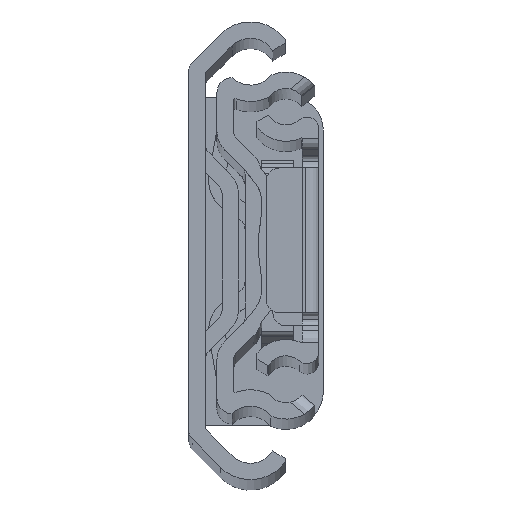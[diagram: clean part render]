
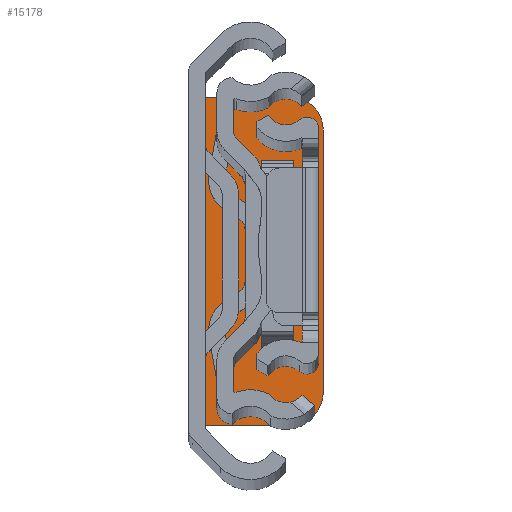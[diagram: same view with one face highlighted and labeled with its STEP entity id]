
A CAD part, top view. The second image highlights one B-rep face of the part: STEP entity #15178.
In plain terms, the highlighted planar face has unit normal (0, 0, 1).
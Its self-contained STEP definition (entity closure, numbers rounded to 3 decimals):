
#368 = VERTEX_POINT ( 'NONE', #15381 ) ;
#1063 = EDGE_CURVE ( 'NONE', #7800, #368, #7955, .T. ) ;
#1099 = DIRECTION ( 'NONE',  ( -1., 0., 0. ) ) ;
#1419 = VECTOR ( 'NONE', #15537, 1000. ) ;
#1632 = DIRECTION ( 'NONE',  ( 0., 0., -1. ) ) ;
#1681 = CARTESIAN_POINT ( 'NONE',  ( 0., 25., -911.9 ) ) ;
#2195 = VERTEX_POINT ( 'NONE', #3685 ) ;
#2363 = EDGE_CURVE ( 'NONE', #6117, #4531, #5383, .T. ) ;
#3209 = CARTESIAN_POINT ( 'NONE',  ( 13., 20., -911.9 ) ) ;
#3480 = AXIS2_PLACEMENT_3D ( 'NONE', #9780, #14715, #1099 ) ;
#3522 = EDGE_CURVE ( 'NONE', #7800, #2195, #14362, .T. ) ;
#3685 = CARTESIAN_POINT ( 'NONE',  ( 18., -20., -911.9 ) ) ;
#4058 = CARTESIAN_POINT ( 'NONE',  ( 18., 25., -911.9 ) ) ;
#4342 = DIRECTION ( 'NONE',  ( -1., 0., 0. ) ) ;
#4531 = VERTEX_POINT ( 'NONE', #1681 ) ;
#4626 = CIRCLE ( 'NONE', #6962, 5. ) ;
#5338 = ORIENTED_EDGE ( 'NONE', *, *, #13044, .F. ) ;
#5383 = LINE ( 'NONE', #7669, #13563 ) ;
#5583 = ORIENTED_EDGE ( 'NONE', *, *, #13952, .T. ) ;
#5972 = AXIS2_PLACEMENT_3D ( 'NONE', #4058, #1632, #15253 ) ;
#6117 = VERTEX_POINT ( 'NONE', #9727 ) ;
#6352 = ORIENTED_EDGE ( 'NONE', *, *, #1063, .F. ) ;
#6684 = DIRECTION ( 'NONE',  ( 0., -1., 0. ) ) ;
#6962 = AXIS2_PLACEMENT_3D ( 'NONE', #3209, #11730, #4342 ) ;
#7189 = LINE ( 'NONE', #15619, #1419 ) ;
#7669 = CARTESIAN_POINT ( 'NONE',  ( 18., 25., -911.9 ) ) ;
#7685 = CARTESIAN_POINT ( 'NONE',  ( 18., 20., -911.9 ) ) ;
#7800 = VERTEX_POINT ( 'NONE', #10151 ) ;
#7827 = ORIENTED_EDGE ( 'NONE', *, *, #2363, .T. ) ;
#7882 = DIRECTION ( 'NONE',  ( -1., 0., 0. ) ) ;
#7955 = LINE ( 'NONE', #9178, #10971 ) ;
#7985 = LINE ( 'NONE', #15432, #14194 ) ;
#8722 = ORIENTED_EDGE ( 'NONE', *, *, #3522, .T. ) ;
#9178 = CARTESIAN_POINT ( 'NONE',  ( 18., -25., -911.9 ) ) ;
#9727 = CARTESIAN_POINT ( 'NONE',  ( 13., 25., -911.9 ) ) ;
#9780 = CARTESIAN_POINT ( 'NONE',  ( 13., -20., -911.9 ) ) ;
#10117 = DIRECTION ( 'NONE',  ( -1., 0., 0. ) ) ;
#10151 = CARTESIAN_POINT ( 'NONE',  ( 13., -25., -911.9 ) ) ;
#10163 = ORIENTED_EDGE ( 'NONE', *, *, #11172, .T. ) ;
#10242 = FACE_OUTER_BOUND ( 'NONE', #15514, .T. ) ;
#10971 = VECTOR ( 'NONE', #7882, 1000. ) ;
#11172 = EDGE_CURVE ( 'NONE', #4531, #368, #7189, .T. ) ;
#11391 = VERTEX_POINT ( 'NONE', #7685 ) ;
#11730 = DIRECTION ( 'NONE',  ( 0., 0., 1. ) ) ;
#12751 = PLANE ( 'NONE',  #5972 ) ;
#13044 = EDGE_CURVE ( 'NONE', #11391, #2195, #7985, .T. ) ;
#13563 = VECTOR ( 'NONE', #10117, 1000. ) ;
#13952 = EDGE_CURVE ( 'NONE', #11391, #6117, #4626, .T. ) ;
#14194 = VECTOR ( 'NONE', #6684, 1000. ) ;
#14362 = CIRCLE ( 'NONE', #3480, 5. ) ;
#14715 = DIRECTION ( 'NONE',  ( 0., 0., 1. ) ) ;
#15178 = ADVANCED_FACE ( 'NONE', ( #10242 ), #12751, .F. ) ;
#15253 = DIRECTION ( 'NONE',  ( -1., 0., 0. ) ) ;
#15381 = CARTESIAN_POINT ( 'NONE',  ( 0., -25., -911.9 ) ) ;
#15432 = CARTESIAN_POINT ( 'NONE',  ( 18., 25., -911.9 ) ) ;
#15514 = EDGE_LOOP ( 'NONE', ( #6352, #8722, #5338, #5583, #7827, #10163 ) ) ;
#15537 = DIRECTION ( 'NONE',  ( 0., -1., 0. ) ) ;
#15619 = CARTESIAN_POINT ( 'NONE',  ( 0., 25., -911.9 ) ) ;
